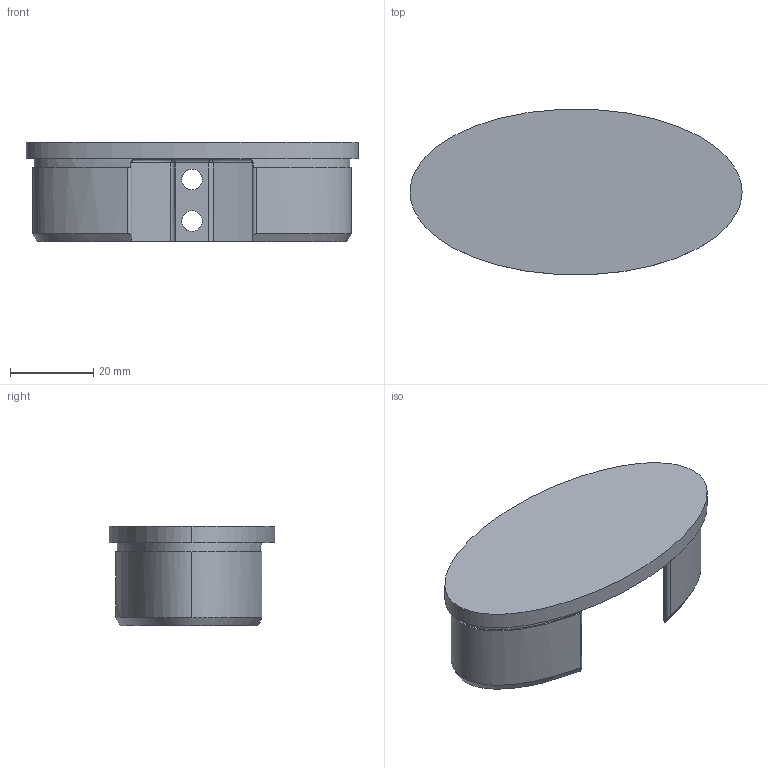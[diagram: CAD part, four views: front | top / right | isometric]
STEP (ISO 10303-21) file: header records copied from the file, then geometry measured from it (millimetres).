
FILE_DESCRIPTION (( 'STEP AP203' ), '1' );
FILE_NAME ('60335-240.STEP', '2020-11-25T10:54:52', ( '' ), ( '' ), 'SwSTEP 2.0', 'SolidWorks 2018', '' );
FILE_SCHEMA (( 'CONFIG_CONTROL_DESIGN' ));
Length unit declared in the file: millimetre
Products named in the file (2): 60335-240
Bounding box: 80 x 39.84 x 24 mm (x, y, z)
Volume: 15761.1 mm3; surface area: 12057.3 mm2
Topology: 1 solids, 1 shells, 338 faces, 912 edges, 605 vertices
Faces by surface type: plane 161, bspline 156, cylinder 15, torus 4, sphere 2
Entity records: 19448 total; most frequent: CARTESIAN_POINT 11941, ORIENTED_EDGE 1816, DIRECTION 974, EDGE_CURVE 908, VERTEX_POINT 603, VECTOR 542, LINE 542, EDGE_LOOP 373
